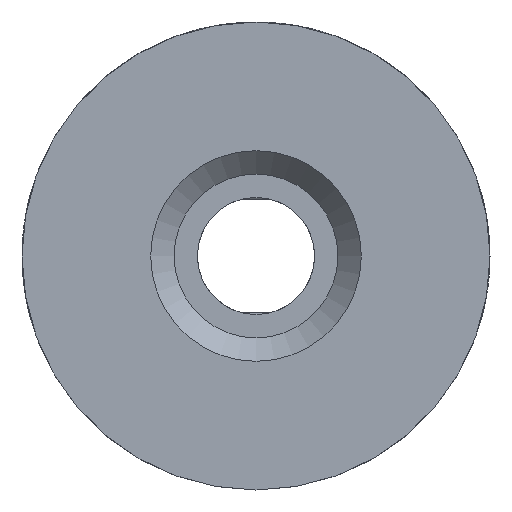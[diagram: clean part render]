
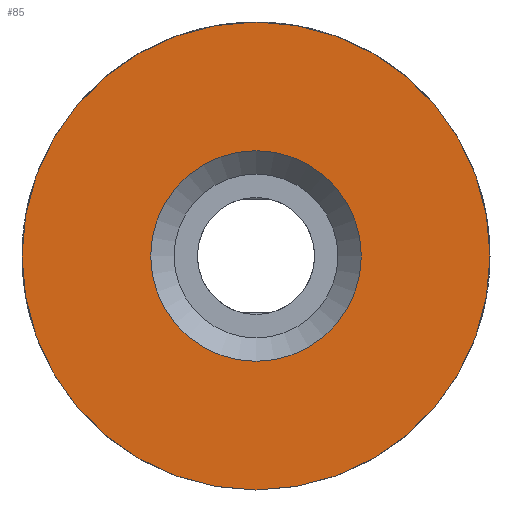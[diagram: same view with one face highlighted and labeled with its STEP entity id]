
A CAD part, left-side view. The second image highlights one B-rep face of the part: STEP entity #85.
In plain terms, the highlighted planar face has unit normal (-1, 0, 0).
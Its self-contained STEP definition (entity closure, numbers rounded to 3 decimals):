
#85 = ADVANCED_FACE( '', ( #185, #186 ), #187, .F. );
#185 = FACE_BOUND( '', #294, .T. );
#186 = FACE_OUTER_BOUND( '', #295, .T. );
#187 = PLANE( '', #296 );
#294 = EDGE_LOOP( '', ( #486 ) );
#295 = EDGE_LOOP( '', ( #487 ) );
#296 = AXIS2_PLACEMENT_3D( '', #488, #489, #490 );
#486 = ORIENTED_EDGE( '', *, *, #646, .T. );
#487 = ORIENTED_EDGE( '', *, *, #662, .T. );
#488 = CARTESIAN_POINT( '', ( 0., 0., 0. ) );
#489 = DIRECTION( '', ( 1., 0., 0. ) );
#490 = DIRECTION( '', ( 0., 0., -1. ) );
#646 = EDGE_CURVE( '', #782, #782, #783, .T. );
#662 = EDGE_CURVE( '', #802, #802, #803, .T. );
#782 = VERTEX_POINT( '', #1150 );
#783 = CIRCLE( '', #1151, 2.25 );
#802 = VERTEX_POINT( '', #1172 );
#803 = CIRCLE( '', #1173, 5. );
#1150 = CARTESIAN_POINT( '', ( 0., 0., -2.25 ) );
#1151 = AXIS2_PLACEMENT_3D( '', #1247, #1248, #1249 );
#1172 = CARTESIAN_POINT( '', ( 0., 0., 5. ) );
#1173 = AXIS2_PLACEMENT_3D( '', #1264, #1265, #1266 );
#1247 = CARTESIAN_POINT( '', ( 0., 0., 0. ) );
#1248 = DIRECTION( '', ( 1., 0., 0. ) );
#1249 = DIRECTION( '', ( 0., 0., -1. ) );
#1264 = CARTESIAN_POINT( '', ( 0., 0., 0. ) );
#1265 = DIRECTION( '', ( -1., 0., 0. ) );
#1266 = DIRECTION( '', ( 0., 0., 1. ) );
